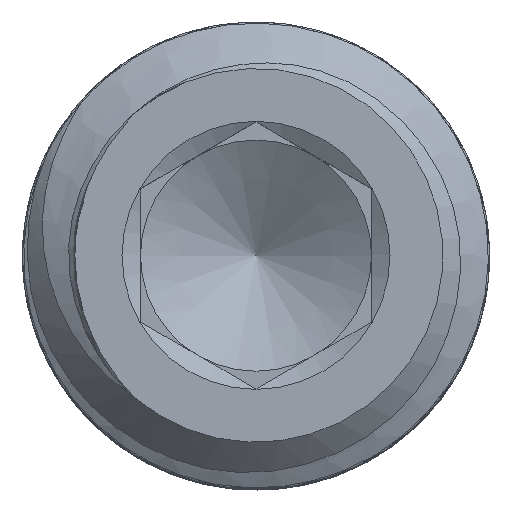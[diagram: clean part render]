
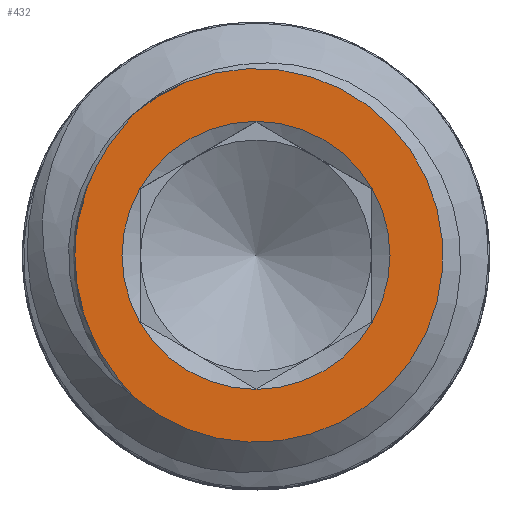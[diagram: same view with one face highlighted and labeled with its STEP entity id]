
A CAD part, top view. The second image highlights one B-rep face of the part: STEP entity #432.
In plain terms, the highlighted planar face has unit normal (0, 0, 1).
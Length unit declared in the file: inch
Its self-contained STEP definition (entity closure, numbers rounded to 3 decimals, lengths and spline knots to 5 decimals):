
#71=FACE_BOUND('',#134,.T.);
#72=PLANE('',#471);
#85=CIRCLE('',#470,0.076);
#86=CIRCLE('',#472,0.0545);
#87=CIRCLE('',#473,0.0545);
#109=FACE_OUTER_BOUND('',#133,.T.);
#133=EDGE_LOOP('',(#319,#320,#321));
#134=EDGE_LOOP('',(#322,#323));
#159=B_SPLINE_CURVE_WITH_KNOTS('',3,(#2914,#2915,#2916,#2917,#2918,#2919),
 .UNSPECIFIED.,.F.,.F.,(4,2,4),(0.,0.07633,0.18217),
 .UNSPECIFIED.);
#169=B_SPLINE_CURVE_WITH_KNOTS('',3,(#4960,#4961,#4962,#4963,#4964,#4965,
#4966,#4967),.UNSPECIFIED.,.F.,.F.,(4,2,2,4),(0.00386,0.05092,
0.07756,0.106),.UNSPECIFIED.);
#179=VERTEX_POINT('',#2912);
#180=VERTEX_POINT('',#2913);
#186=VERTEX_POINT('',#4959);
#187=VERTEX_POINT('',#4999);
#188=VERTEX_POINT('',#5000);
#226=EDGE_CURVE('',#179,#180,#159,.T.);
#236=EDGE_CURVE('',#186,#179,#169,.T.);
#239=EDGE_CURVE('',#186,#180,#85,.T.);
#240=EDGE_CURVE('',#187,#188,#86,.T.);
#241=EDGE_CURVE('',#188,#187,#87,.T.);
#319=ORIENTED_EDGE('',*,*,#226,.T.);
#320=ORIENTED_EDGE('',*,*,#239,.F.);
#321=ORIENTED_EDGE('',*,*,#236,.T.);
#322=ORIENTED_EDGE('',*,*,#240,.T.);
#323=ORIENTED_EDGE('',*,*,#241,.T.);
#432=ADVANCED_FACE('',(#109,#71),#72,.T.);
#470=AXIS2_PLACEMENT_3D('',#4997,#503,#504);
#471=AXIS2_PLACEMENT_3D('',#4998,#505,#506);
#472=AXIS2_PLACEMENT_3D('',#5001,#507,#508);
#473=AXIS2_PLACEMENT_3D('',#5002,#509,#510);
#503=DIRECTION('center_axis',(0.,0.,-1.));
#504=DIRECTION('ref_axis',(-1.,0.,0.));
#505=DIRECTION('center_axis',(0.,0.,1.));
#506=DIRECTION('ref_axis',(1.,0.,0.));
#507=DIRECTION('center_axis',(0.,0.,-1.));
#508=DIRECTION('ref_axis',(1.,0.,0.));
#509=DIRECTION('center_axis',(0.,0.,-1.));
#510=DIRECTION('ref_axis',(1.,0.,0.));
#2912=CARTESIAN_POINT('',(-0.07367,0.,0.375));
#2913=CARTESIAN_POINT('',(-0.05015,-0.0571,0.375));
#2914=CARTESIAN_POINT('Ctrl Pts',(-0.07367,0.,
0.375));
#2915=CARTESIAN_POINT('Ctrl Pts',(-0.07367,-0.01002,
0.375));
#2916=CARTESIAN_POINT('Ctrl Pts',(-0.07177,-0.0199,
0.375));
#2917=CARTESIAN_POINT('Ctrl Pts',(-0.06298,-0.04217,
0.375));
#2918=CARTESIAN_POINT('Ctrl Pts',(-0.05553,-0.05129,
0.375));
#2919=CARTESIAN_POINT('Ctrl Pts',(-0.05015,-0.0571,
0.375));
#4959=CARTESIAN_POINT('',(-0.05015,0.0571,0.375));
#4960=CARTESIAN_POINT('Ctrl Pts',(-0.05015,0.0571,
0.375));
#4961=CARTESIAN_POINT('Ctrl Pts',(-0.05463,0.05227,
0.375));
#4962=CARTESIAN_POINT('Ctrl Pts',(-0.0604,0.0453,
0.375));
#4963=CARTESIAN_POINT('Ctrl Pts',(-0.06783,0.03045,
0.375));
#4964=CARTESIAN_POINT('Ctrl Pts',(-0.06992,0.02482,
0.375));
#4965=CARTESIAN_POINT('Ctrl Pts',(-0.07289,0.01278,
0.375));
#4966=CARTESIAN_POINT('Ctrl Pts',(-0.07367,0.00641,
0.375));
#4967=CARTESIAN_POINT('Ctrl Pts',(-0.07367,0.,
0.375));
#4997=CARTESIAN_POINT('Origin',(0.,0.,0.375));
#4998=CARTESIAN_POINT('Origin',(0.,0.,0.375));
#4999=CARTESIAN_POINT('',(0.0545,0.,0.375));
#5000=CARTESIAN_POINT('',(-0.0545,0.,0.375));
#5001=CARTESIAN_POINT('Origin',(0.,0.,0.375));
#5002=CARTESIAN_POINT('Origin',(0.,0.,0.375));
